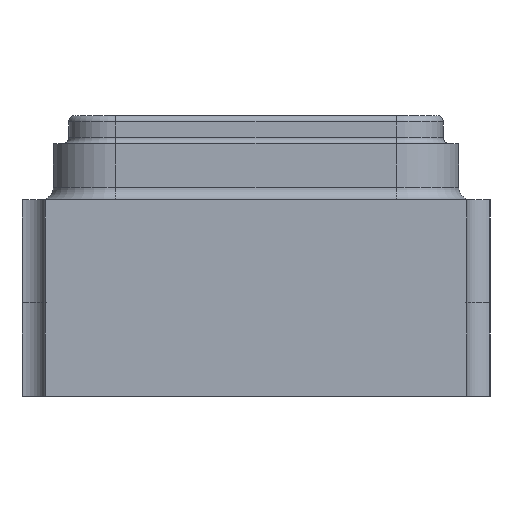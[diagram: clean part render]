
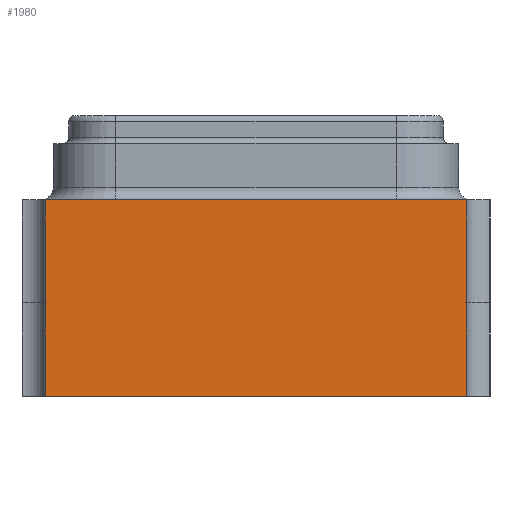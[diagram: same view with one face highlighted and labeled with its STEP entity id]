
A CAD part, left-side view. The second image highlights one B-rep face of the part: STEP entity #1980.
In plain terms, the highlighted planar face has unit normal (-1, 0, 0).
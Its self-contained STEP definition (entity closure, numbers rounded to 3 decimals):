
#111 = CARTESIAN_POINT ( 'NONE',  ( -1.6, -0.675, 0.63 ) ) ;
#125 = EDGE_CURVE ( 'NONE', #2241, #387, #896, .T. ) ;
#191 = ORIENTED_EDGE ( 'NONE', *, *, #3644, .T. ) ;
#203 = CARTESIAN_POINT ( 'NONE',  ( -1.6, 0.675, 0.3 ) ) ;
#224 = VECTOR ( 'NONE', #3001, 1000. ) ;
#281 = DIRECTION ( 'NONE',  ( 0., 0., -1. ) ) ;
#309 = VERTEX_POINT ( 'NONE', #2670 ) ;
#387 = VERTEX_POINT ( 'NONE', #4595 ) ;
#388 = LINE ( 'NONE', #2859, #4211 ) ;
#405 = DIRECTION ( 'NONE',  ( 0., 0., 1. ) ) ;
#476 = EDGE_CURVE ( 'NONE', #1461, #2367, #2470, .T. ) ;
#732 = ORIENTED_EDGE ( 'NONE', *, *, #2801, .T. ) ;
#795 = VECTOR ( 'NONE', #1530, 1000. ) ;
#896 = LINE ( 'NONE', #2447, #3991 ) ;
#904 = VERTEX_POINT ( 'NONE', #2919 ) ;
#1102 = ORIENTED_EDGE ( 'NONE', *, *, #1715, .T. ) ;
#1133 = PLANE ( 'NONE',  #2654 ) ;
#1203 = DIRECTION ( 'NONE',  ( 0., 1., 0. ) ) ;
#1222 = EDGE_LOOP ( 'NONE', ( #4651, #1334, #1945, #1102, #732, #191 ) ) ;
#1276 = EDGE_CURVE ( 'NONE', #2367, #2241, #2938, .T. ) ;
#1313 = CARTESIAN_POINT ( 'NONE',  ( -1.6, -0.675, 0. ) ) ;
#1334 = ORIENTED_EDGE ( 'NONE', *, *, #1276, .F. ) ;
#1461 = VERTEX_POINT ( 'NONE', #111 ) ;
#1530 = DIRECTION ( 'NONE',  ( 0., 0., -1. ) ) ;
#1715 = EDGE_CURVE ( 'NONE', #1461, #309, #2830, .T. ) ;
#1846 = VECTOR ( 'NONE', #281, 1000. ) ;
#1876 = VECTOR ( 'NONE', #1203, 1000. ) ;
#1945 = ORIENTED_EDGE ( 'NONE', *, *, #476, .F. ) ;
#1980 = ADVANCED_FACE ( 'NONE', ( #2962 ), #1133, .T. ) ;
#2241 = VERTEX_POINT ( 'NONE', #1313 ) ;
#2264 = CARTESIAN_POINT ( 'NONE',  ( -1.6, -0.675, 0.63 ) ) ;
#2367 = VERTEX_POINT ( 'NONE', #3808 ) ;
#2447 = CARTESIAN_POINT ( 'NONE',  ( -1.6, 0., 0. ) ) ;
#2470 = LINE ( 'NONE', #2264, #224 ) ;
#2579 = CARTESIAN_POINT ( 'NONE',  ( -1.6, 0., 0.63 ) ) ;
#2654 = AXIS2_PLACEMENT_3D ( 'NONE', #2579, #3670, #405 ) ;
#2670 = CARTESIAN_POINT ( 'NONE',  ( -1.6, 0.675, 0.63 ) ) ;
#2681 = DIRECTION ( 'NONE',  ( 0., 1., 0. ) ) ;
#2801 = EDGE_CURVE ( 'NONE', #309, #904, #388, .T. ) ;
#2830 = LINE ( 'NONE', #4294, #1876 ) ;
#2859 = CARTESIAN_POINT ( 'NONE',  ( -1.6, 0.675, 0.63 ) ) ;
#2919 = CARTESIAN_POINT ( 'NONE',  ( -1.6, 0.675, 0.3 ) ) ;
#2938 = LINE ( 'NONE', #4396, #795 ) ;
#2962 = FACE_OUTER_BOUND ( 'NONE', #1222, .T. ) ;
#3001 = DIRECTION ( 'NONE',  ( 0., 0., -1. ) ) ;
#3187 = LINE ( 'NONE', #203, #1846 ) ;
#3644 = EDGE_CURVE ( 'NONE', #904, #387, #3187, .T. ) ;
#3670 = DIRECTION ( 'NONE',  ( -1., 0., 0. ) ) ;
#3680 = DIRECTION ( 'NONE',  ( 0., 0., -1. ) ) ;
#3808 = CARTESIAN_POINT ( 'NONE',  ( -1.6, -0.675, 0.3 ) ) ;
#3991 = VECTOR ( 'NONE', #2681, 1000. ) ;
#4211 = VECTOR ( 'NONE', #3680, 1000. ) ;
#4294 = CARTESIAN_POINT ( 'NONE',  ( -1.6, 0., 0.63 ) ) ;
#4396 = CARTESIAN_POINT ( 'NONE',  ( -1.6, -0.675, 0.3 ) ) ;
#4595 = CARTESIAN_POINT ( 'NONE',  ( -1.6, 0.675, 0. ) ) ;
#4651 = ORIENTED_EDGE ( 'NONE', *, *, #125, .F. ) ;
